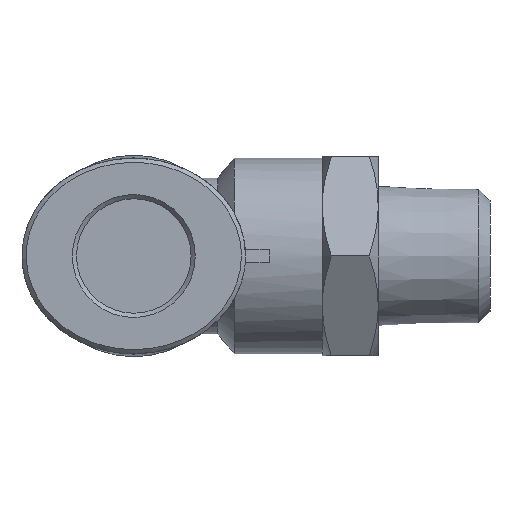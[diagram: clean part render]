
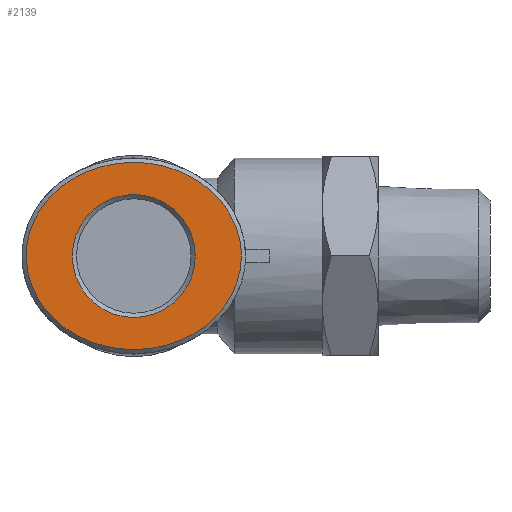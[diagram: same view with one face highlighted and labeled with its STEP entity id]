
A CAD part, front view. The second image highlights one B-rep face of the part: STEP entity #2139.
In plain terms, the highlighted face is planar.
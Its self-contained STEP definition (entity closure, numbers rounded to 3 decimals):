
#2066=CARTESIAN_POINT('',(7.7,4.7,0.));
#2067=VERTEX_POINT('',#2066);
#2097=CARTESIAN_POINT('',(7.7,4.7,0.));
#2098=CARTESIAN_POINT('',(7.7,4.7,0.996));
#2099=CARTESIAN_POINT('',(7.182,4.7,2.988));
#2100=CARTESIAN_POINT('',(4.984,4.7,5.405));
#2101=CARTESIAN_POINT('',(1.782,4.7,6.756));
#2102=CARTESIAN_POINT('',(-1.783,4.7,6.756));
#2103=CARTESIAN_POINT('',(-4.982,4.7,5.405));
#2104=CARTESIAN_POINT('',(-7.431,4.7,2.719));
#2105=CARTESIAN_POINT('',(-7.958,4.7,-0.364));
#2106=CARTESIAN_POINT('',(-6.935,4.7,-3.256));
#2107=CARTESIAN_POINT('',(-4.985,4.7,-5.405));
#2108=CARTESIAN_POINT('',(-1.781,4.7,-6.756));
#2109=CARTESIAN_POINT('',(1.781,4.7,-6.756));
#2110=CARTESIAN_POINT('',(4.984,4.7,-5.405));
#2111=CARTESIAN_POINT('',(7.182,4.7,-2.988));
#2112=CARTESIAN_POINT('',(7.7,4.7,-0.996));
#2113=CARTESIAN_POINT('',(7.7,4.7,0.));
#2114=B_SPLINE_CURVE_WITH_KNOTS('',3,(#2097,#2098,#2099,#2100,#2101,#2102,#2103,#2104,#2105,#2106,#2107,#2108,#2109,#2110,#2111,#2112,#2113),.UNSPECIFIED.,.T.,.U.,(4,1,1,1,1,1,1,1,1,1,1,1,1,1,4),(-3.142,-2.693,-2.244,-1.795,-1.346,-0.898,-0.449,0.15,0.449,0.898,1.346,1.795,2.244,2.693,3.142),.UNSPECIFIED.);
#2115=EDGE_CURVE('',#2067,#2067,#2114,.T.);
#2120=CARTESIAN_POINT('',(0.,4.7,0.));
#2121=DIRECTION('',(0.0,-1.0,0.0));
#2122=DIRECTION('',(0.0,0.0,-1.0));
#2123=AXIS2_PLACEMENT_3D('',#2120,#2121,#2122);
#2124=PLANE('',#2123);
#2125=ORIENTED_EDGE('',*,*,#2115,.F.);
#2126=EDGE_LOOP('',(#2125));
#2127=FACE_OUTER_BOUND('',#2126,.T.);
#2128=CARTESIAN_POINT('',(4.4,4.7,0.));
#2129=VERTEX_POINT('',#2128);
#2130=CARTESIAN_POINT('',(0.,4.7,0.0));
#2131=DIRECTION('',(0.0,1.0,0.0));
#2132=DIRECTION('',(-1.0,0.0,0.0));
#2133=AXIS2_PLACEMENT_3D('',#2130,#2131,#2132);
#2134=CIRCLE('',#2133,4.4);
#2135=EDGE_CURVE('',#2129,#2129,#2134,.T.);
#2136=ORIENTED_EDGE('',*,*,#2135,.F.);
#2137=EDGE_LOOP('',(#2136));
#2138=FACE_BOUND('',#2137,.T.);
#2139=ADVANCED_FACE('',(#2127,#2138),#2124,.F.);
